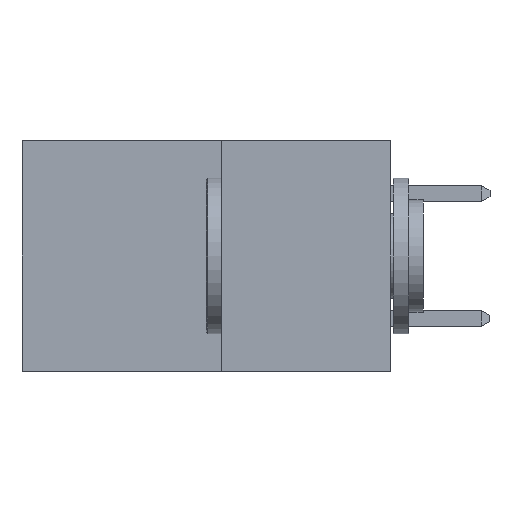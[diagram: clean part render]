
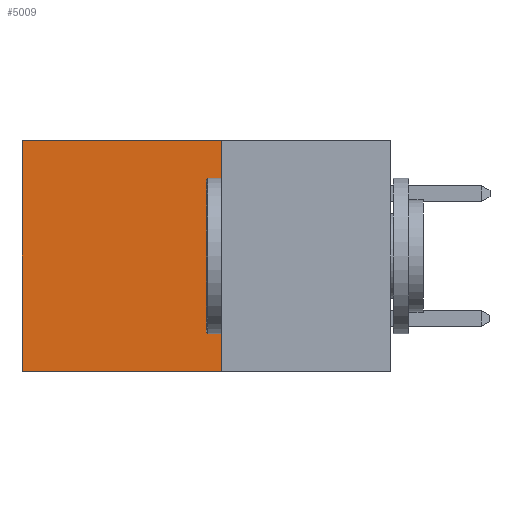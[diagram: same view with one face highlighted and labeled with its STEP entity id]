
A CAD part, left-side view. The second image highlights one B-rep face of the part: STEP entity #5009.
In plain terms, the highlighted planar face has unit normal (-1, 0, 0).
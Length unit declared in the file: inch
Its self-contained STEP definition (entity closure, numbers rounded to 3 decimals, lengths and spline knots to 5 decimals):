
#158 = VERTEX_POINT ( 'NONE', #3081 ) ;
#447 = VERTEX_POINT ( 'NONE', #5522 ) ;
#499 = EDGE_LOOP ( 'NONE', ( #1928, #1967, #1994, #2012 ) ) ;
#500 = EDGE_CURVE ( 'NONE', #737, #447, #7694, .T. ) ;
#737 = VERTEX_POINT ( 'NONE', #7775 ) ;
#1044 = VECTOR ( 'NONE', #6217, 39.37008 ) ;
#1928 = ORIENTED_EDGE ( 'NONE', *, *, #500, .T. ) ;
#1967 = ORIENTED_EDGE ( 'NONE', *, *, #4889, .F. ) ;
#1994 = ORIENTED_EDGE ( 'NONE', *, *, #4320, .F. ) ;
#2012 = ORIENTED_EDGE ( 'NONE', *, *, #2621, .T. ) ;
#2575 = CARTESIAN_POINT ( 'NONE',  ( 0.277, 0.27, -0.37 ) ) ;
#2621 = EDGE_CURVE ( 'NONE', #158, #737, #3923, .T. ) ;
#2908 = VERTEX_POINT ( 'NONE', #7455 ) ;
#3081 = CARTESIAN_POINT ( 'NONE',  ( 0.277, 0.27, 0. ) ) ;
#3282 = DIRECTION ( 'NONE',  ( 0., 0., -1. ) ) ;
#3707 = DIRECTION ( 'NONE',  ( 0., 1., 0. ) ) ;
#3923 = LINE ( 'NONE', #5261, #4121 ) ;
#4121 = VECTOR ( 'NONE', #5359, 39.37008 ) ;
#4320 = EDGE_CURVE ( 'NONE', #158, #2908, #7855, .T. ) ;
#4392 = DIRECTION ( 'NONE',  ( 0., 0., -1. ) ) ;
#4519 = CARTESIAN_POINT ( 'NONE',  ( 0.277, 0.27, -0.37 ) ) ;
#4823 = VECTOR ( 'NONE', #4392, 39.37008 ) ;
#4889 = EDGE_CURVE ( 'NONE', #2908, #447, #5481, .T. ) ;
#5009 = ADVANCED_FACE ( 'NONE', ( #7939 ), #6314, .F. ) ;
#5261 = CARTESIAN_POINT ( 'NONE',  ( 0.277, 0.27, 0. ) ) ;
#5359 = DIRECTION ( 'NONE',  ( 0., 1., 0. ) ) ;
#5444 = CARTESIAN_POINT ( 'NONE',  ( 0.277, 0.59, -0.37 ) ) ;
#5481 = LINE ( 'NONE', #7917, #5871 ) ;
#5522 = CARTESIAN_POINT ( 'NONE',  ( 0.277, 0.59, -0.37 ) ) ;
#5871 = VECTOR ( 'NONE', #3707, 39.37008 ) ;
#6217 = DIRECTION ( 'NONE',  ( 0., 0., -1. ) ) ;
#6314 = PLANE ( 'NONE',  #6958 ) ;
#6912 = DIRECTION ( 'NONE',  ( 1., 0., 0. ) ) ;
#6958 = AXIS2_PLACEMENT_3D ( 'NONE', #2575, #6912, #3282 ) ;
#7455 = CARTESIAN_POINT ( 'NONE',  ( 0.277, 0.27, -0.37 ) ) ;
#7694 = LINE ( 'NONE', #5444, #1044 ) ;
#7775 = CARTESIAN_POINT ( 'NONE',  ( 0.277, 0.59, 0. ) ) ;
#7855 = LINE ( 'NONE', #4519, #4823 ) ;
#7917 = CARTESIAN_POINT ( 'NONE',  ( 0.277, 0.27, -0.37 ) ) ;
#7939 = FACE_OUTER_BOUND ( 'NONE', #499, .T. ) ;
